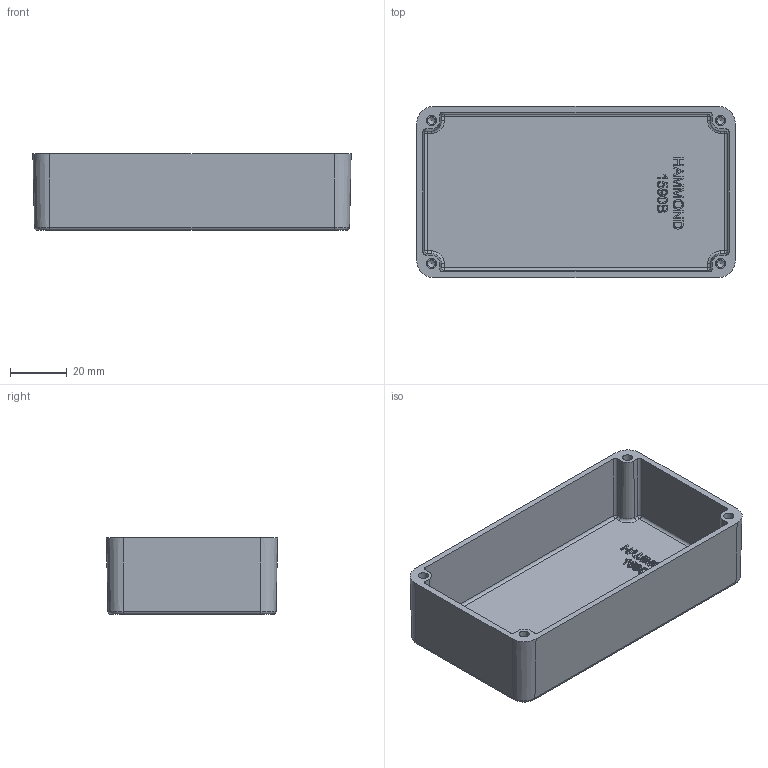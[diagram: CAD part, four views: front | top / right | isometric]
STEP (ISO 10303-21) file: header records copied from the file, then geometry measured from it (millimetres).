
FILE_DESCRIPTION(('FreeCAD Model'),'2;1');
FILE_NAME('1590B_BOX.step','2019-02-08T13:22:10',( 'kicad StepUp'),('ksu MCAD'),'Open CASCADE STEP processor 7.2', 'FreeCAD','Unknown');
FILE_SCHEMA(('AUTOMOTIVE_DESIGN { 1 0 10303 214 1 1 1 1 }'));
Length unit declared in the file: millimetre
Products named in the file (1): 1590B_BOX
Bounding box: 112.4 x 60.5 x 27 mm (x, y, z)
Volume: 32749.4 mm3; surface area: 30450 mm2
Topology: 1 solids, 1 shells, 255 faces, 655 edges, 418 vertices
Faces by surface type: plane 129, bspline 66, cylinder 32, cone 12, sphere 8, torus 8
Full cylindrical faces by diameter (mm): 2.642 x4, 3.5 x4
Entity records: 8148 total; most frequent: CARTESIAN_POINT 2397, ORIENTED_EDGE 1286, DIRECTION 971, EDGE_CURVE 643, VERTEX_POINT 418, LINE 407, VECTOR 407, FACE_BOUND 283
